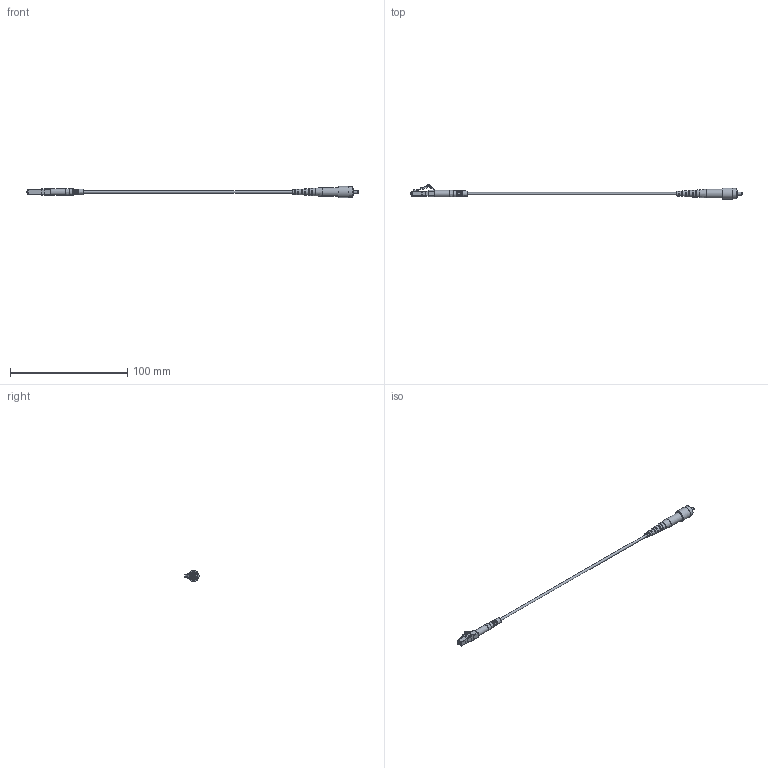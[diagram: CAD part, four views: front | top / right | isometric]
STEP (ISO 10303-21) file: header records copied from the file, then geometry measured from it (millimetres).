
FILE_DESCRIPTION (( 'STEP AP214' ), '1' );
FILE_NAME ('FCA-S2SZ-LCAFCU.step', '2022-11-03T03:46:17', ( '' ), ( '' ), 'SwSTEP 2.0', 'SolidWorks 2022', '' );
FILE_SCHEMA (( 'AUTOMOTIVE_DESIGN' ));
Length unit declared in the file: inch
Products named in the file (14): clip^LC-APC CONN_FCA-S2SZ-LCAFCU; conn head^LC-APC CONN_FCA-S2SZ-LCAFCU; spring^LC-APC CONN_FCA-S2SZ-LCAFCU; 1AF01-002-MA1^FC-UPC CONN_FCA-S2SZ-LCAFCU; crimp tube^LC-APC CONN_FCA-S2SZ-LCAFCU; LC-APC CONN^FCA-S2SZ-LCAFCU; FC-UPC CONN^FCA-S2SZ-LCAFCU; 11^LC-APC CONN_FCA-S2SZ-LCAFCU; boot^LC-APC CONN_FCA-S2SZ-LCAFCU; 1.25mm ferrule^LC-APC CONN_FCA-S2SZ-LCAFCU; FCA-S2SZ-LCAFCU; 1AF01-002-MA2^FC-UPC CONN_FCA-S2SZ-LCAFCU; 17mm lg tube^LC-APC CONN_FCA-S2SZ-LCAFCU; Fiber Coax^FCA-S2SZ-LCAFCU
Assembly tree (13 placements, depth 3):
  FCA-S2SZ-LCAFCU
    Fiber Coax^FCA-S2SZ-LCAFCU
    LC-APC CONN^FCA-S2SZ-LCAFCU
      conn head^LC-APC CONN_FCA-S2SZ-LCAFCU
      1.25mm ferrule^LC-APC CONN_FCA-S2SZ-LCAFCU
      spring^LC-APC CONN_FCA-S2SZ-LCAFCU
      17mm lg tube^LC-APC CONN_FCA-S2SZ-LCAFCU
      clip^LC-APC CONN_FCA-S2SZ-LCAFCU
      11^LC-APC CONN_FCA-S2SZ-LCAFCU
      crimp tube^LC-APC CONN_FCA-S2SZ-LCAFCU
      boot^LC-APC CONN_FCA-S2SZ-LCAFCU
    FC-UPC CONN^FCA-S2SZ-LCAFCU
      1AF01-002-MA1^FC-UPC CONN_FCA-S2SZ-LCAFCU
      1AF01-002-MA2^FC-UPC CONN_FCA-S2SZ-LCAFCU
Bounding box: 283.51 x 12.36 x 9.53 mm (x, y, z)
Volume: 2595.1 mm3; surface area: 6057.9 mm2
Topology: 11 solids, 11 shells, 366 faces, 977 edges, 639 vertices
Faces by surface type: plane 247, cylinder 99, cone 12, bspline 8
Full cylindrical faces by diameter (mm): 0.1 x1, 0.8 x1, 0.9 x1, 1.25 x1, 1.35 x1, 1.4 x1, 1.5 x1, 1.8 x1, 1.9 x1, 2 x1, 2.3 x1, 2.5 x1, 2.54 x1, 2.6 x1, 2.7 x1, 2.845 x1, 3 x3, 3.1 x1, 3.2 x1, 3.6 x1, 3.78 x1, 3.81 x1, 4 x1, 4.75 x1, 5.5 x1, 7.366 x1, 8.128 x1, 8.89 x1, 9.525 x1
Entity records: 15479 total; most frequent: CARTESIAN_POINT 4862, ORIENTED_EDGE 1774, DIRECTION 1733, EDGE_CURVE 887, AXIS2_PLACEMENT_3D 616, VERTEX_POINT 610, VECTOR 501, LINE 501
